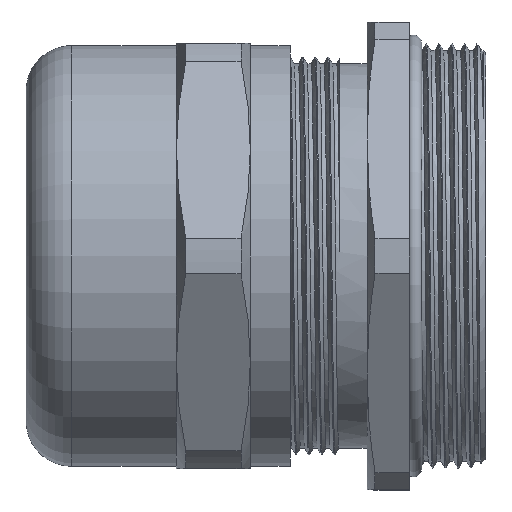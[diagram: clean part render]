
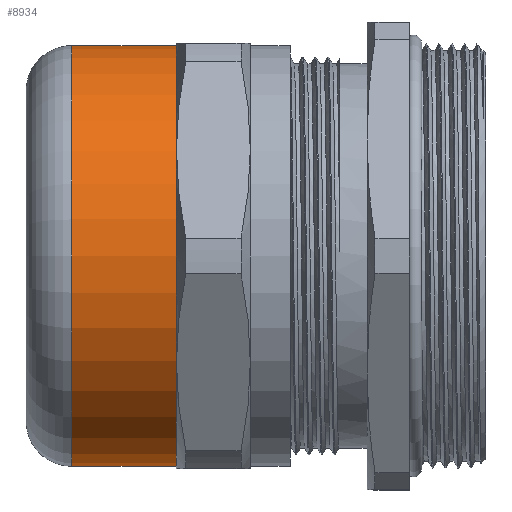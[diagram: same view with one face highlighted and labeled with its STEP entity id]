
A CAD part, front view. The second image highlights one B-rep face of the part: STEP entity #8934.
In plain terms, the highlighted cylindrical face has radius 24.73 mm (diameter 49.46 mm), a full revolution.
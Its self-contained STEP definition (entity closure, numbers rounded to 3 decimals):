
#164=FACE_BOUND('',#1591,.T.);
#528=CIRCLE('',#9543,24.73);
#533=CIRCLE('',#9553,24.73);
#1065=FACE_OUTER_BOUND('',#1590,.T.);
#1590=EDGE_LOOP('',(#6084));
#1591=EDGE_LOOP('',(#6085));
#3629=VERTEX_POINT('',#16016);
#3634=VERTEX_POINT('',#16031);
#4595=EDGE_CURVE('',#3629,#3629,#528,.T.);
#4600=EDGE_CURVE('',#3634,#3634,#533,.T.);
#6084=ORIENTED_EDGE('',*,*,#4600,.T.);
#6085=ORIENTED_EDGE('',*,*,#4595,.F.);
#8744=CYLINDRICAL_SURFACE('',#9554,24.73);
#8934=ADVANCED_FACE('',(#1065,#164),#8744,.T.);
#9543=AXIS2_PLACEMENT_3D('',#16017,#10665,#10666);
#9553=AXIS2_PLACEMENT_3D('',#16032,#10685,#10686);
#9554=AXIS2_PLACEMENT_3D('',#16033,#10687,#10688);
#10665=DIRECTION('center_axis',(1.,0.,0.));
#10666=DIRECTION('ref_axis',(0.,0.,-1.));
#10685=DIRECTION('center_axis',(1.,0.,0.));
#10686=DIRECTION('ref_axis',(0.,0.,-1.));
#10687=DIRECTION('center_axis',(1.,0.,0.));
#10688=DIRECTION('ref_axis',(0.,1.,0.));
#16016=CARTESIAN_POINT('',(-13.38,24.73,0.));
#16017=CARTESIAN_POINT('Origin',(-13.38,0.,0.));
#16031=CARTESIAN_POINT('',(-25.7,24.73,0.));
#16032=CARTESIAN_POINT('Origin',(-25.7,0.,0.));
#16033=CARTESIAN_POINT('Origin',(-19.54,0.,0.));
